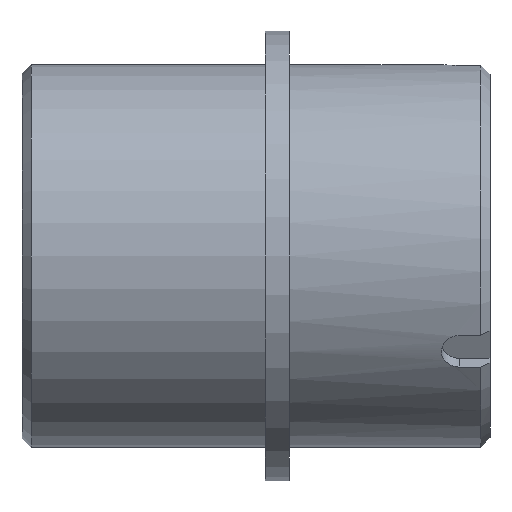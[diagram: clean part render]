
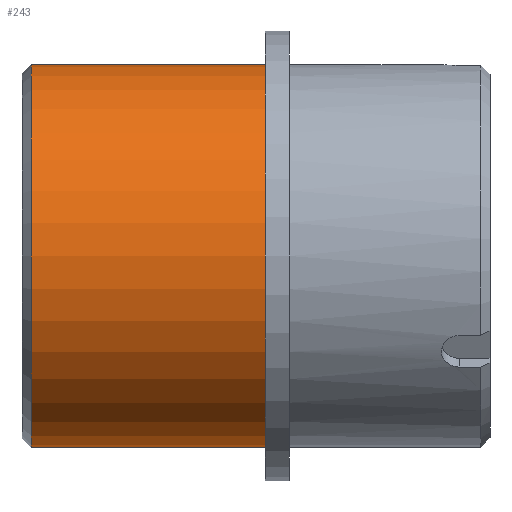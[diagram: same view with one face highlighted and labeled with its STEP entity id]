
A CAD part, front view. The second image highlights one B-rep face of the part: STEP entity #243.
In plain terms, the highlighted cylindrical face has radius 31.5 mm (diameter 63 mm), a partial arc.
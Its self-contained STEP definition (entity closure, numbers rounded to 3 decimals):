
#18 = AXIS2_PLACEMENT_3D ( 'NONE', #271, #269, #264 ) ;
#70 = DIRECTION ( 'NONE',  ( -1., 0., 0. ) ) ;
#71 = CARTESIAN_POINT ( 'NONE',  ( 0., 0., -31.5 ) ) ;
#73 = DIRECTION ( 'NONE',  ( -1., 0., 0. ) ) ;
#188 = EDGE_CURVE ( 'NONE', #683, #713, #495, .T. ) ;
#189 = EDGE_CURVE ( 'NONE', #625, #652, #494, .T. ) ;
#243 = ADVANCED_FACE ( 'NONE', ( #427 ), #415, .T. ) ;
#264 = DIRECTION ( 'NONE',  ( 0., 0., 1. ) ) ;
#269 = DIRECTION ( 'NONE',  ( -1., 0., 0. ) ) ;
#271 = CARTESIAN_POINT ( 'NONE',  ( 0., 0., 0. ) ) ;
#316 = CARTESIAN_POINT ( 'NONE',  ( 1.5, 0., 31.5 ) ) ;
#322 = CARTESIAN_POINT ( 'NONE',  ( 1.5, 0., -31.5 ) ) ;
#349 = CARTESIAN_POINT ( 'NONE',  ( 40., 0., -31.5 ) ) ;
#360 = CARTESIAN_POINT ( 'NONE',  ( 40., 0., 31.5 ) ) ;
#415 = CYLINDRICAL_SURFACE ( 'NONE', #18, 31.5 ) ;
#427 = FACE_OUTER_BOUND ( 'NONE', #537, .T. ) ;
#494 = CIRCLE ( 'NONE', #984, 31.5 ) ;
#495 = CIRCLE ( 'NONE', #983, 31.5 ) ;
#537 = EDGE_LOOP ( 'NONE', ( #662, #632, #628, #712 ) ) ;
#625 = VERTEX_POINT ( 'NONE', #316 ) ;
#628 = ORIENTED_EDGE ( 'NONE', *, *, #951, .T. ) ;
#632 = ORIENTED_EDGE ( 'NONE', *, *, #188, .T. ) ;
#652 = VERTEX_POINT ( 'NONE', #322 ) ;
#662 = ORIENTED_EDGE ( 'NONE', *, *, #952, .F. ) ;
#683 = VERTEX_POINT ( 'NONE', #349 ) ;
#712 = ORIENTED_EDGE ( 'NONE', *, *, #189, .T. ) ;
#713 = VERTEX_POINT ( 'NONE', #360 ) ;
#926 = VECTOR ( 'NONE', #73, 1000. ) ;
#928 = VECTOR ( 'NONE', #70, 1000. ) ;
#929 = LINE ( 'NONE', #71, #926 ) ;
#930 = LINE ( 'NONE', #1268, #928 ) ;
#951 = EDGE_CURVE ( 'NONE', #713, #625, #930, .T. ) ;
#952 = EDGE_CURVE ( 'NONE', #683, #652, #929, .T. ) ;
#983 = AXIS2_PLACEMENT_3D ( 'NONE', #1127, #1128, #1129 ) ;
#984 = AXIS2_PLACEMENT_3D ( 'NONE', #1131, #1132, #1133 ) ;
#1127 = CARTESIAN_POINT ( 'NONE',  ( 40., 0., 0. ) ) ;
#1128 = DIRECTION ( 'NONE',  ( -1., 0., 0. ) ) ;
#1129 = DIRECTION ( 'NONE',  ( 0., 0., 1. ) ) ;
#1131 = CARTESIAN_POINT ( 'NONE',  ( 1.5, 0., 0. ) ) ;
#1132 = DIRECTION ( 'NONE',  ( 1., 0., 0. ) ) ;
#1133 = DIRECTION ( 'NONE',  ( 0., 0., -1. ) ) ;
#1268 = CARTESIAN_POINT ( 'NONE',  ( 0., 0., 31.5 ) ) ;
